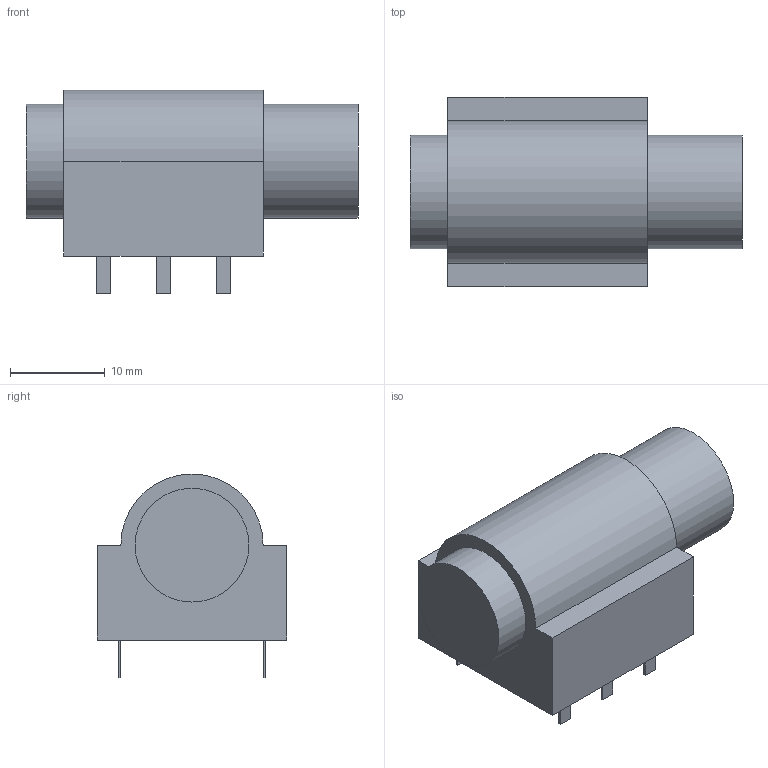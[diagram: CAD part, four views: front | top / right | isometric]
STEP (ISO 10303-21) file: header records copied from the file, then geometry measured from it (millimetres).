
FILE_DESCRIPTION(('FreeCAD Model'),'2;1');
FILE_NAME('Open CASCADE Shape Model','2025-06-22T13:39:41',('Author'),( ''),'Open CASCADE STEP processor 7.8','FreeCAD','Unknown');
FILE_SCHEMA(('AUTOMOTIVE_DESIGN { 1 0 10303 214 1 1 1 1 }'));
Length unit declared in the file: millimetre
Products named in the file (1): Тело
Bounding box: 35 x 20 x 21.5 mm (x, y, z)
Volume: 7163.5 mm3; surface area: 2927.5 mm2
Topology: 1 solids, 1 shells, 44 faces, 99 edges, 66 vertices
Faces by surface type: plane 40, cylinder 4
Full cylindrical faces by diameter (mm): 6.4 x1, 12 x2
Entity records: 1233 total; most frequent: CARTESIAN_POINT 210, ORIENTED_EDGE 198, DIRECTION 197, EDGE_CURVE 99, LINE 91, VECTOR 91, VERTEX_POINT 66, AXIS2_PLACEMENT_3D 53
